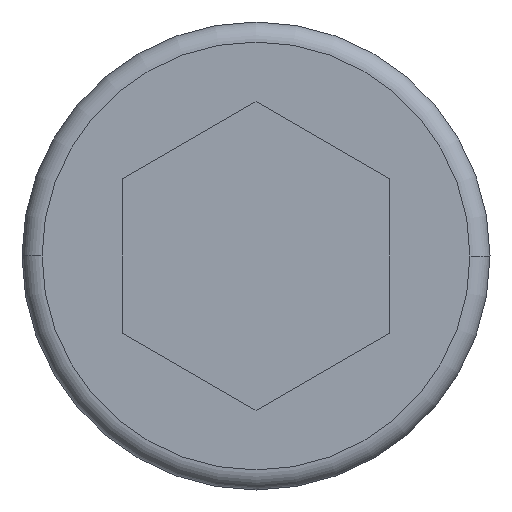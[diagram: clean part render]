
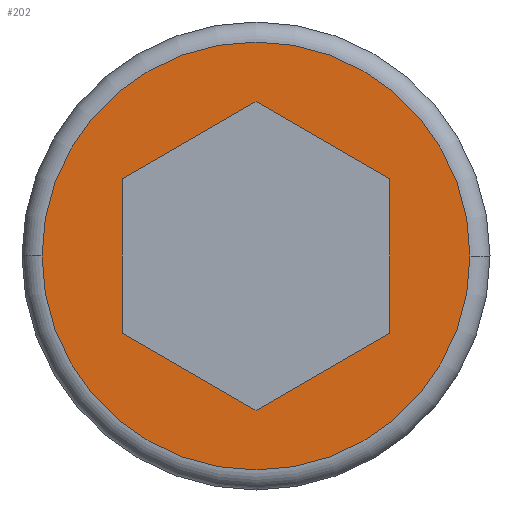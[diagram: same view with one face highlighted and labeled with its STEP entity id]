
A CAD part, left-side view. The second image highlights one B-rep face of the part: STEP entity #202.
In plain terms, the highlighted planar face has unit normal (-1, 0, 0).
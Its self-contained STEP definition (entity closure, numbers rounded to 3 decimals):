
#6 = VECTOR ( 'NONE', #512, 1000. ) ;
#9 = ORIENTED_EDGE ( 'NONE', *, *, #398, .T. ) ;
#12 = CARTESIAN_POINT ( 'NONE',  ( 0., 0., -2.309 ) ) ;
#25 = EDGE_CURVE ( 'NONE', #82, #177, #474, .T. ) ;
#26 = VERTEX_POINT ( 'NONE', #250 ) ;
#32 = FACE_BOUND ( 'NONE', #56, .T. ) ;
#56 = EDGE_LOOP ( 'NONE', ( #146, #345, #69, #367, #216, #218 ) ) ;
#58 = CARTESIAN_POINT ( 'NONE',  ( 0., 2., -1.155 ) ) ;
#65 = EDGE_CURVE ( 'NONE', #177, #587, #448, .T. ) ;
#69 = ORIENTED_EDGE ( 'NONE', *, *, #325, .F. ) ;
#82 = VERTEX_POINT ( 'NONE', #222 ) ;
#93 = DIRECTION ( 'NONE',  ( 0., -1., 0. ) ) ;
#98 = CARTESIAN_POINT ( 'NONE',  ( 0., -2., 1.155 ) ) ;
#103 = VERTEX_POINT ( 'NONE', #270 ) ;
#146 = ORIENTED_EDGE ( 'NONE', *, *, #556, .F. ) ;
#170 = ORIENTED_EDGE ( 'NONE', *, *, #293, .T. ) ;
#176 = AXIS2_PLACEMENT_3D ( 'NONE', #265, #473, #226 ) ;
#177 = VERTEX_POINT ( 'NONE', #555 ) ;
#195 = DIRECTION ( 'NONE',  ( 0., -1., 0. ) ) ;
#202 = ADVANCED_FACE ( 'NONE', ( #275, #32 ), #284, .T. ) ;
#209 = VERTEX_POINT ( 'NONE', #230 ) ;
#216 = ORIENTED_EDGE ( 'NONE', *, *, #65, .F. ) ;
#218 = ORIENTED_EDGE ( 'NONE', *, *, #25, .F. ) ;
#222 = CARTESIAN_POINT ( 'NONE',  ( 0., 2., -1.155 ) ) ;
#226 = DIRECTION ( 'NONE',  ( 0., -1., 0. ) ) ;
#230 = CARTESIAN_POINT ( 'NONE',  ( 0., -2., 1.155 ) ) ;
#250 = CARTESIAN_POINT ( 'NONE',  ( 0., 3.2, 0. ) ) ;
#252 = EDGE_LOOP ( 'NONE', ( #9, #170 ) ) ;
#254 = DIRECTION ( 'NONE',  ( 0., -0.866, -0.5 ) ) ;
#265 = CARTESIAN_POINT ( 'NONE',  ( 0., 0., 0. ) ) ;
#270 = CARTESIAN_POINT ( 'NONE',  ( 0., 2., 1.155 ) ) ;
#275 = FACE_OUTER_BOUND ( 'NONE', #252, .T. ) ;
#283 = CARTESIAN_POINT ( 'NONE',  ( 0., -2., -1.155 ) ) ;
#284 = PLANE ( 'NONE',  #176 ) ;
#287 = AXIS2_PLACEMENT_3D ( 'NONE', #611, #554, #195 ) ;
#288 = CARTESIAN_POINT ( 'NONE',  ( 0., 0., 0. ) ) ;
#289 = DIRECTION ( 'NONE',  ( 0., 0.866, 0.5 ) ) ;
#293 = EDGE_CURVE ( 'NONE', #26, #573, #476, .T. ) ;
#303 = AXIS2_PLACEMENT_3D ( 'NONE', #288, #481, #93 ) ;
#315 = VERTEX_POINT ( 'NONE', #532 ) ;
#325 = EDGE_CURVE ( 'NONE', #209, #315, #377, .T. ) ;
#337 = CARTESIAN_POINT ( 'NONE',  ( 0., 0., 2.309 ) ) ;
#345 = ORIENTED_EDGE ( 'NONE', *, *, #469, .F. ) ;
#361 = CIRCLE ( 'NONE', #287, 3.2 ) ;
#367 = ORIENTED_EDGE ( 'NONE', *, *, #408, .F. ) ;
#376 = LINE ( 'NONE', #283, #6 ) ;
#377 = LINE ( 'NONE', #98, #615 ) ;
#383 = VECTOR ( 'NONE', #480, 1000. ) ;
#387 = LINE ( 'NONE', #337, #383 ) ;
#390 = CARTESIAN_POINT ( 'NONE',  ( 0., 2., 1.155 ) ) ;
#398 = EDGE_CURVE ( 'NONE', #573, #26, #361, .T. ) ;
#404 = DIRECTION ( 'NONE',  ( 0., -0.866, 0.5 ) ) ;
#408 = EDGE_CURVE ( 'NONE', #587, #209, #376, .T. ) ;
#443 = CARTESIAN_POINT ( 'NONE',  ( 0., -3.2, 0. ) ) ;
#448 = LINE ( 'NONE', #12, #483 ) ;
#463 = CARTESIAN_POINT ( 'NONE',  ( 0., -2., -1.155 ) ) ;
#469 = EDGE_CURVE ( 'NONE', #315, #103, #387, .T. ) ;
#473 = DIRECTION ( 'NONE',  ( -1., 0., 0. ) ) ;
#474 = LINE ( 'NONE', #58, #518 ) ;
#476 = CIRCLE ( 'NONE', #303, 3.2 ) ;
#480 = DIRECTION ( 'NONE',  ( 0., 0.866, -0.5 ) ) ;
#481 = DIRECTION ( 'NONE',  ( -1., 0., 0. ) ) ;
#483 = VECTOR ( 'NONE', #404, 1000. ) ;
#512 = DIRECTION ( 'NONE',  ( 0., 0., 1. ) ) ;
#518 = VECTOR ( 'NONE', #254, 1000. ) ;
#529 = LINE ( 'NONE', #390, #603 ) ;
#532 = CARTESIAN_POINT ( 'NONE',  ( 0., 0., 2.309 ) ) ;
#535 = DIRECTION ( 'NONE',  ( 0., 0., -1. ) ) ;
#554 = DIRECTION ( 'NONE',  ( -1., 0., 0. ) ) ;
#555 = CARTESIAN_POINT ( 'NONE',  ( 0., 0., -2.309 ) ) ;
#556 = EDGE_CURVE ( 'NONE', #103, #82, #529, .T. ) ;
#573 = VERTEX_POINT ( 'NONE', #443 ) ;
#587 = VERTEX_POINT ( 'NONE', #463 ) ;
#603 = VECTOR ( 'NONE', #535, 1000. ) ;
#611 = CARTESIAN_POINT ( 'NONE',  ( 0., 0., 0. ) ) ;
#615 = VECTOR ( 'NONE', #289, 1000. ) ;
